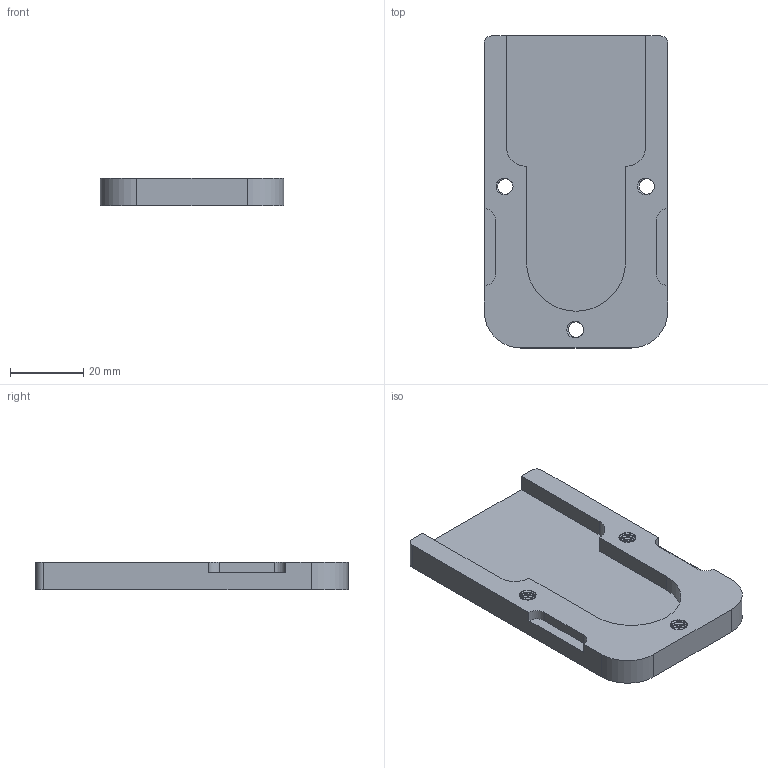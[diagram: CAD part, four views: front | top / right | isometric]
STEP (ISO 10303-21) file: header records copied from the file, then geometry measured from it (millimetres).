
FILE_DESCRIPTION(('FreeCAD Model'),'2;1');
FILE_NAME('Open CASCADE Shape Model','2024-10-09T01:38:52',(''),(''), 'Open CASCADE STEP processor 7.6','FreeCAD','Unknown');
FILE_SCHEMA(('AUTOMOTIVE_DESIGN { 1 0 10303 214 1 1 1 1 }'));
Length unit declared in the file: millimetre
Products named in the file (1): Body
Bounding box: 50 x 85 x 7.5 mm (x, y, z)
Volume: 20387.3 mm3; surface area: 11391.8 mm2
Topology: 1 solids, 1 shells, 152 faces, 339 edges, 189 vertices
Faces by surface type: bspline 93, cylinder 44, plane 15
Full cylindrical faces by diameter (mm): 4.224 x27
Entity records: 14816 total; most frequent: CARTESIAN_POINT 12192, ORIENTED_EDGE 678, EDGE_CURVE 339, DIRECTION 262, B_SPLINE_CURVE_WITH_KNOTS 228, VERTEX_POINT 189, FACE_BOUND 158, EDGE_LOOP 158
